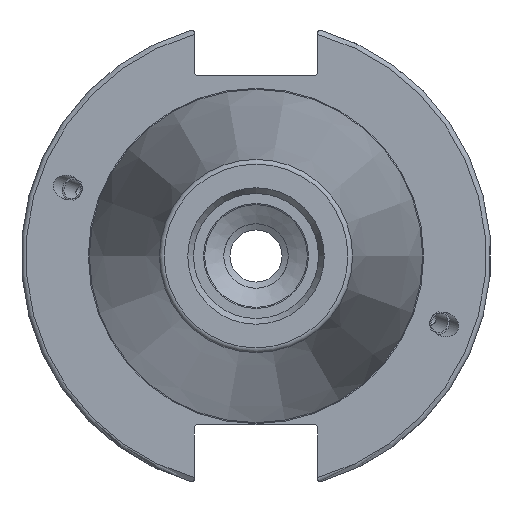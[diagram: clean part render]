
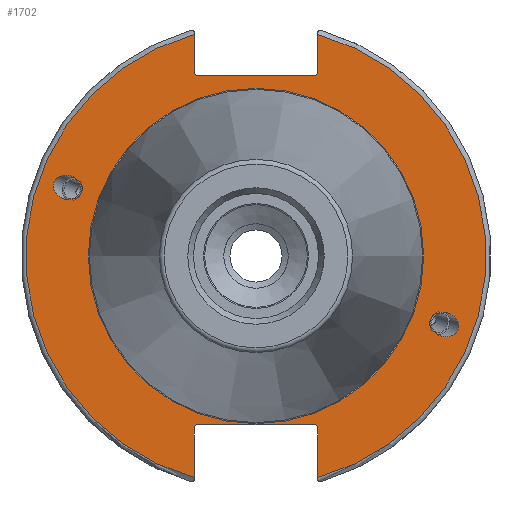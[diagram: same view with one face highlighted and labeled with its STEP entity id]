
A CAD part, left-side view. The second image highlights one B-rep face of the part: STEP entity #1702.
In plain terms, the highlighted planar face has unit normal (-1, 0, 0).
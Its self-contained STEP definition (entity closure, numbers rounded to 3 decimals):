
#50=FACE_BOUND('',#364,.T.);
#51=FACE_BOUND('',#365,.T.);
#52=FACE_BOUND('',#366,.T.);
#68=PLANE('',#1880);
#172=CIRCLE('',#1878,35.125);
#174=CIRCLE('',#1881,48.213);
#175=CIRCLE('',#1882,48.213);
#249=FACE_OUTER_BOUND('',#363,.T.);
#363=EDGE_LOOP('',(#1380,#1381,#1382,#1383,#1384,#1385,#1386,#1387,#1388,
#1389,#1390,#1391));
#364=EDGE_LOOP('',(#1392));
#365=EDGE_LOOP('',(#1393));
#366=EDGE_LOOP('',(#1394));
#523=LINE('',#3316,#624);
#524=LINE('',#3318,#625);
#525=LINE('',#3320,#626);
#526=LINE('',#3322,#627);
#527=LINE('',#3324,#628);
#528=LINE('',#3328,#629);
#529=LINE('',#3330,#630);
#530=LINE('',#3332,#631);
#531=LINE('',#3334,#632);
#532=LINE('',#3335,#633);
#624=VECTOR('',#2230,10.);
#625=VECTOR('',#2231,10.);
#626=VECTOR('',#2232,10.);
#627=VECTOR('',#2233,10.);
#628=VECTOR('',#2234,10.);
#629=VECTOR('',#2237,10.);
#630=VECTOR('',#2238,10.);
#631=VECTOR('',#2239,10.);
#632=VECTOR('',#2240,10.);
#633=VECTOR('',#2241,10.);
#673=ELLIPSE('',#1836,3.052,2.5);
#674=ELLIPSE('',#1870,3.052,2.5);
#751=VERTEX_POINT('',#3033);
#789=VERTEX_POINT('',#3292);
#794=VERTEX_POINT('',#3307);
#795=VERTEX_POINT('',#3312);
#796=VERTEX_POINT('',#3313);
#797=VERTEX_POINT('',#3315);
#798=VERTEX_POINT('',#3317);
#799=VERTEX_POINT('',#3319);
#800=VERTEX_POINT('',#3321);
#801=VERTEX_POINT('',#3323);
#802=VERTEX_POINT('',#3325);
#803=VERTEX_POINT('',#3327);
#804=VERTEX_POINT('',#3329);
#805=VERTEX_POINT('',#3331);
#806=VERTEX_POINT('',#3333);
#949=EDGE_CURVE('',#751,#751,#673,.T.);
#1000=EDGE_CURVE('',#789,#789,#674,.T.);
#1007=EDGE_CURVE('',#794,#794,#172,.T.);
#1009=EDGE_CURVE('',#795,#796,#174,.T.);
#1010=EDGE_CURVE('',#795,#797,#523,.T.);
#1011=EDGE_CURVE('',#798,#797,#524,.T.);
#1012=EDGE_CURVE('',#798,#799,#525,.T.);
#1013=EDGE_CURVE('',#800,#799,#526,.T.);
#1014=EDGE_CURVE('',#800,#801,#527,.T.);
#1015=EDGE_CURVE('',#802,#801,#175,.T.);
#1016=EDGE_CURVE('',#802,#803,#528,.T.);
#1017=EDGE_CURVE('',#804,#803,#529,.T.);
#1018=EDGE_CURVE('',#804,#805,#530,.T.);
#1019=EDGE_CURVE('',#806,#805,#531,.T.);
#1020=EDGE_CURVE('',#806,#796,#532,.T.);
#1380=ORIENTED_EDGE('',*,*,#1009,.F.);
#1381=ORIENTED_EDGE('',*,*,#1010,.T.);
#1382=ORIENTED_EDGE('',*,*,#1011,.F.);
#1383=ORIENTED_EDGE('',*,*,#1012,.T.);
#1384=ORIENTED_EDGE('',*,*,#1013,.F.);
#1385=ORIENTED_EDGE('',*,*,#1014,.T.);
#1386=ORIENTED_EDGE('',*,*,#1015,.F.);
#1387=ORIENTED_EDGE('',*,*,#1016,.T.);
#1388=ORIENTED_EDGE('',*,*,#1017,.F.);
#1389=ORIENTED_EDGE('',*,*,#1018,.T.);
#1390=ORIENTED_EDGE('',*,*,#1019,.F.);
#1391=ORIENTED_EDGE('',*,*,#1020,.T.);
#1392=ORIENTED_EDGE('',*,*,#949,.T.);
#1393=ORIENTED_EDGE('',*,*,#1000,.T.);
#1394=ORIENTED_EDGE('',*,*,#1007,.F.);
#1702=ADVANCED_FACE('',(#249,#50,#51,#52),#68,.T.);
#1836=AXIS2_PLACEMENT_3D('',#3035,#2120,#2121);
#1870=AXIS2_PLACEMENT_3D('',#3294,#2204,#2205);
#1878=AXIS2_PLACEMENT_3D('',#3309,#2222,#2223);
#1880=AXIS2_PLACEMENT_3D('',#3311,#2226,#2227);
#1881=AXIS2_PLACEMENT_3D('',#3314,#2228,#2229);
#1882=AXIS2_PLACEMENT_3D('',#3326,#2235,#2236);
#2120=DIRECTION('center_axis',(1.,0.,0.));
#2121=DIRECTION('ref_axis',(0.,-0.94,-0.342));
#2204=DIRECTION('center_axis',(1.,0.,0.));
#2205=DIRECTION('ref_axis',(0.,0.94,0.342));
#2222=DIRECTION('center_axis',(-1.,0.,0.));
#2223=DIRECTION('ref_axis',(0.,-1.,0.));
#2226=DIRECTION('center_axis',(-1.,0.,0.));
#2227=DIRECTION('ref_axis',(0.,0.,1.));
#2228=DIRECTION('center_axis',(1.,0.,0.));
#2229=DIRECTION('ref_axis',(0.,-1.,0.));
#2230=DIRECTION('',(0.,0.,-1.));
#2231=DIRECTION('',(0.,-0.707,0.707));
#2232=DIRECTION('',(0.,1.,0.));
#2233=DIRECTION('',(0.,-0.707,-0.707));
#2234=DIRECTION('',(0.,0.,1.));
#2235=DIRECTION('center_axis',(1.,0.,0.));
#2236=DIRECTION('ref_axis',(0.,1.,0.));
#2237=DIRECTION('',(0.,0.,1.));
#2238=DIRECTION('',(0.,0.707,-0.707));
#2239=DIRECTION('',(0.,-1.,0.));
#2240=DIRECTION('',(0.,0.707,0.707));
#2241=DIRECTION('',(0.,0.,-1.));
#3033=CARTESIAN_POINT('',(3.175,-36.599,-13.321));
#3035=CARTESIAN_POINT('Origin',(3.175,-39.467,-14.365));
#3292=CARTESIAN_POINT('',(3.175,36.599,13.321));
#3294=CARTESIAN_POINT('Origin',(3.175,39.467,14.365));
#3307=CARTESIAN_POINT('',(3.175,0.,35.125));
#3309=CARTESIAN_POINT('Origin',(3.175,0.,0.));
#3311=CARTESIAN_POINT('Origin',(3.175,49.213,0.));
#3312=CARTESIAN_POINT('',(3.175,-12.95,46.441));
#3313=CARTESIAN_POINT('',(3.175,-12.95,-46.441));
#3314=CARTESIAN_POINT('Origin',(3.175,0.,0.));
#3315=CARTESIAN_POINT('',(3.175,-12.95,38.219));
#3316=CARTESIAN_POINT('',(3.175,-12.95,18.86));
#3317=CARTESIAN_POINT('',(3.175,-12.45,37.719));
#3318=CARTESIAN_POINT('',(3.175,12.27,12.999));
#3319=CARTESIAN_POINT('',(3.175,12.45,37.719));
#3320=CARTESIAN_POINT('',(3.175,24.606,37.719));
#3321=CARTESIAN_POINT('',(3.175,12.95,38.219));
#3322=CARTESIAN_POINT('',(3.175,12.336,37.605));
#3323=CARTESIAN_POINT('',(3.175,12.95,46.441));
#3324=CARTESIAN_POINT('',(3.175,12.95,18.86));
#3325=CARTESIAN_POINT('',(3.175,12.95,-46.441));
#3326=CARTESIAN_POINT('Origin',(3.175,0.,0.));
#3327=CARTESIAN_POINT('',(3.175,12.95,-35.806));
#3328=CARTESIAN_POINT('',(3.175,12.95,-17.653));
#3329=CARTESIAN_POINT('',(3.175,12.45,-35.306));
#3330=CARTESIAN_POINT('',(3.175,12.939,-35.795));
#3331=CARTESIAN_POINT('',(3.175,-12.45,-35.306));
#3332=CARTESIAN_POINT('',(3.175,24.606,-35.306));
#3333=CARTESIAN_POINT('',(3.175,-12.95,-35.806));
#3334=CARTESIAN_POINT('',(3.175,11.667,-11.189));
#3335=CARTESIAN_POINT('',(3.175,-12.95,-17.653));
